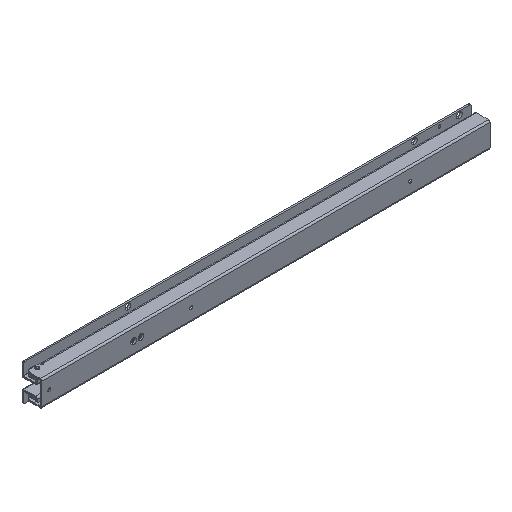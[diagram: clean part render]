
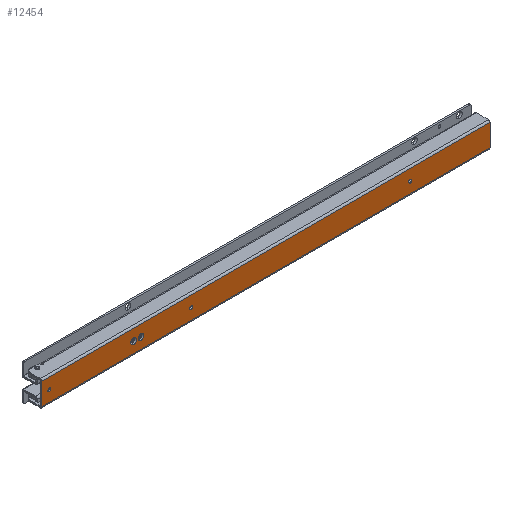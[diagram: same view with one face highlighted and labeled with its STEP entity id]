
A CAD part, isometric view. The second image highlights one B-rep face of the part: STEP entity #12454.
In plain terms, the highlighted face is planar.
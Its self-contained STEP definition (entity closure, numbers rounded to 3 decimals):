
#286 = CARTESIAN_POINT ( 'NONE',  ( 885., 0., 0. ) ) ;
#327 = EDGE_CURVE ( 'NONE', #24384, #11255, #1440, .T. ) ;
#490 = ORIENTED_EDGE ( 'NONE', *, *, #21028, .F. ) ;
#596 = LINE ( 'NONE', #21409, #19960 ) ;
#830 = CARTESIAN_POINT ( 'NONE',  ( 900., 0., 22. ) ) ;
#1079 = CARTESIAN_POINT ( 'NONE',  ( 160., 0., -3.15 ) ) ;
#1091 = EDGE_CURVE ( 'NONE', #10103, #17413, #12598, .T. ) ;
#1122 = CARTESIAN_POINT ( 'NONE',  ( 900., 0., 58. ) ) ;
#1318 = CIRCLE ( 'NONE', #11214, 3.1 ) ;
#1440 = CIRCLE ( 'NONE', #9744, 5.75 ) ;
#1618 = EDGE_CURVE ( 'NONE', #4229, #8042, #596, .T. ) ;
#1904 = CARTESIAN_POINT ( 'NONE',  ( 0., 0., -22. ) ) ;
#1964 = CARTESIAN_POINT ( 'NONE',  ( 716., 0., 0. ) ) ;
#2378 = EDGE_CURVE ( 'NONE', #2616, #11320, #24155, .T. ) ;
#2418 = ORIENTED_EDGE ( 'NONE', *, *, #7905, .F. ) ;
#2616 = VERTEX_POINT ( 'NONE', #1079 ) ;
#2694 = AXIS2_PLACEMENT_3D ( 'NONE', #21603, #16006, #23600 ) ;
#2806 = DIRECTION ( 'NONE',  ( 0., 0., -1. ) ) ;
#2879 = DIRECTION ( 'NONE',  ( 0., 0., -1. ) ) ;
#2981 = LINE ( 'NONE', #1122, #23566 ) ;
#3109 = EDGE_LOOP ( 'NONE', ( #9577, #2418 ) ) ;
#3910 = CARTESIAN_POINT ( 'NONE',  ( 600., 0., 0. ) ) ;
#4199 = EDGE_CURVE ( 'NONE', #8042, #21688, #4873, .T. ) ;
#4229 = VERTEX_POINT ( 'NONE', #1904 ) ;
#4254 = DIRECTION ( 'NONE',  ( 0., 1., 0. ) ) ;
#4312 = ORIENTED_EDGE ( 'NONE', *, *, #12418, .T. ) ;
#4342 = FACE_BOUND ( 'NONE', #6451, .T. ) ;
#4436 = DIRECTION ( 'NONE',  ( 0., 0., 1. ) ) ;
#4467 = CARTESIAN_POINT ( 'NONE',  ( 701., 0., 0. ) ) ;
#4593 = FACE_BOUND ( 'NONE', #3109, .T. ) ;
#4873 = LINE ( 'NONE', #6506, #8668 ) ;
#5365 = CARTESIAN_POINT ( 'NONE',  ( 885., 0., 3.1 ) ) ;
#5524 = VERTEX_POINT ( 'NONE', #24431 ) ;
#5904 = VERTEX_POINT ( 'NONE', #20552 ) ;
#6064 = CIRCLE ( 'NONE', #7657, 5.75 ) ;
#6451 = EDGE_LOOP ( 'NONE', ( #490, #24292 ) ) ;
#6454 = ORIENTED_EDGE ( 'NONE', *, *, #17014, .T. ) ;
#6465 = FACE_BOUND ( 'NONE', #21996, .T. ) ;
#6506 = CARTESIAN_POINT ( 'NONE',  ( 900., 0., 22. ) ) ;
#6742 = LINE ( 'NONE', #14542, #18051 ) ;
#7024 = CIRCLE ( 'NONE', #9779, 3.1 ) ;
#7403 = AXIS2_PLACEMENT_3D ( 'NONE', #4467, #12198, #2879 ) ;
#7642 = ORIENTED_EDGE ( 'NONE', *, *, #18312, .T. ) ;
#7657 = AXIS2_PLACEMENT_3D ( 'NONE', #15808, #19776, #2806 ) ;
#7679 = DIRECTION ( 'NONE',  ( 0., 0., -1. ) ) ;
#7905 = EDGE_CURVE ( 'NONE', #16359, #18114, #12139, .T. ) ;
#7994 = CARTESIAN_POINT ( 'NONE',  ( 600., 0., 3.15 ) ) ;
#8042 = VERTEX_POINT ( 'NONE', #23817 ) ;
#8310 = DIRECTION ( 'NONE',  ( 0., 1., 0. ) ) ;
#8668 = VECTOR ( 'NONE', #12477, 1000. ) ;
#8687 = CIRCLE ( 'NONE', #20156, 3.15 ) ;
#9542 = DIRECTION ( 'NONE',  ( 0., -1., 0. ) ) ;
#9568 = ORIENTED_EDGE ( 'NONE', *, *, #13122, .F. ) ;
#9577 = ORIENTED_EDGE ( 'NONE', *, *, #24115, .F. ) ;
#9666 = AXIS2_PLACEMENT_3D ( 'NONE', #17938, #23547, #4436 ) ;
#9744 = AXIS2_PLACEMENT_3D ( 'NONE', #1964, #9542, #7679 ) ;
#9779 = AXIS2_PLACEMENT_3D ( 'NONE', #286, #17120, #17363 ) ;
#9948 = FACE_OUTER_BOUND ( 'NONE', #18193, .T. ) ;
#10103 = VERTEX_POINT ( 'NONE', #19061 ) ;
#10328 = ORIENTED_EDGE ( 'NONE', *, *, #4199, .T. ) ;
#10711 = EDGE_LOOP ( 'NONE', ( #4312, #20111 ) ) ;
#11096 = AXIS2_PLACEMENT_3D ( 'NONE', #21826, #21707, #12792 ) ;
#11214 = AXIS2_PLACEMENT_3D ( 'NONE', #23752, #21878, #23987 ) ;
#11255 = VERTEX_POINT ( 'NONE', #12302 ) ;
#11320 = VERTEX_POINT ( 'NONE', #12592 ) ;
#11847 = DIRECTION ( 'NONE',  ( 0., 0., 1. ) ) ;
#11943 = DIRECTION ( 'NONE',  ( 0., -1., 0. ) ) ;
#12055 = CIRCLE ( 'NONE', #9666, 3.15 ) ;
#12074 = FACE_BOUND ( 'NONE', #24494, .T. ) ;
#12139 = CIRCLE ( 'NONE', #23616, 3.15 ) ;
#12172 = AXIS2_PLACEMENT_3D ( 'NONE', #17851, #11943, #19479 ) ;
#12198 = DIRECTION ( 'NONE',  ( 0., -1., 0. ) ) ;
#12302 = CARTESIAN_POINT ( 'NONE',  ( 716., 0., -5.75 ) ) ;
#12418 = EDGE_CURVE ( 'NONE', #17413, #10103, #18053, .T. ) ;
#12454 = ADVANCED_FACE ( 'NONE', ( #21460, #6465, #4342, #4593, #12074, #9948 ), #15755, .F. ) ;
#12477 = DIRECTION ( 'NONE',  ( 1., 0., 0. ) ) ;
#12592 = CARTESIAN_POINT ( 'NONE',  ( 160., 0., 3.15 ) ) ;
#12598 = CIRCLE ( 'NONE', #2694, 5.75 ) ;
#12792 = DIRECTION ( 'NONE',  ( 0., 0., 1. ) ) ;
#13122 = EDGE_CURVE ( 'NONE', #23366, #5904, #7024, .T. ) ;
#14235 = DIRECTION ( 'NONE',  ( 0., 0., 1. ) ) ;
#14542 = CARTESIAN_POINT ( 'NONE',  ( 900., 0., -22. ) ) ;
#14933 = EDGE_CURVE ( 'NONE', #11255, #24384, #6064, .T. ) ;
#15041 = EDGE_CURVE ( 'NONE', #5904, #23366, #1318, .T. ) ;
#15755 = PLANE ( 'NONE',  #12172 ) ;
#15808 = CARTESIAN_POINT ( 'NONE',  ( 716., 0., 0. ) ) ;
#15833 = DIRECTION ( 'NONE',  ( 0., 0., 1. ) ) ;
#15975 = DIRECTION ( 'NONE',  ( 0., 0., -1. ) ) ;
#16006 = DIRECTION ( 'NONE',  ( 0., -1., 0. ) ) ;
#16359 = VERTEX_POINT ( 'NONE', #20533 ) ;
#17014 = EDGE_CURVE ( 'NONE', #21688, #5524, #2981, .T. ) ;
#17120 = DIRECTION ( 'NONE',  ( 0., 1., 0. ) ) ;
#17156 = CARTESIAN_POINT ( 'NONE',  ( 701., 0., 5.75 ) ) ;
#17363 = DIRECTION ( 'NONE',  ( 0., 0., 1. ) ) ;
#17413 = VERTEX_POINT ( 'NONE', #17156 ) ;
#17684 = CARTESIAN_POINT ( 'NONE',  ( 160., 0., 0. ) ) ;
#17851 = CARTESIAN_POINT ( 'NONE',  ( 900., 0., -58. ) ) ;
#17938 = CARTESIAN_POINT ( 'NONE',  ( 600., 0., 0. ) ) ;
#18051 = VECTOR ( 'NONE', #22109, 1000. ) ;
#18053 = CIRCLE ( 'NONE', #7403, 5.75 ) ;
#18114 = VERTEX_POINT ( 'NONE', #7994 ) ;
#18193 = EDGE_LOOP ( 'NONE', ( #6454, #7642, #19099, #10328 ) ) ;
#18312 = EDGE_CURVE ( 'NONE', #5524, #4229, #6742, .T. ) ;
#19061 = CARTESIAN_POINT ( 'NONE',  ( 701., 0., -5.75 ) ) ;
#19099 = ORIENTED_EDGE ( 'NONE', *, *, #1618, .T. ) ;
#19479 = DIRECTION ( 'NONE',  ( 0., 0., -1. ) ) ;
#19776 = DIRECTION ( 'NONE',  ( 0., -1., 0. ) ) ;
#19960 = VECTOR ( 'NONE', #14235, 1000. ) ;
#20111 = ORIENTED_EDGE ( 'NONE', *, *, #1091, .T. ) ;
#20156 = AXIS2_PLACEMENT_3D ( 'NONE', #17684, #8310, #15833 ) ;
#20533 = CARTESIAN_POINT ( 'NONE',  ( 600., 0., -3.15 ) ) ;
#20552 = CARTESIAN_POINT ( 'NONE',  ( 885., 0., -3.1 ) ) ;
#20740 = ORIENTED_EDGE ( 'NONE', *, *, #327, .T. ) ;
#21028 = EDGE_CURVE ( 'NONE', #11320, #2616, #8687, .T. ) ;
#21032 = CARTESIAN_POINT ( 'NONE',  ( 716., 0., 5.75 ) ) ;
#21103 = ORIENTED_EDGE ( 'NONE', *, *, #15041, .F. ) ;
#21409 = CARTESIAN_POINT ( 'NONE',  ( 0., 0., 58. ) ) ;
#21460 = FACE_BOUND ( 'NONE', #10711, .T. ) ;
#21603 = CARTESIAN_POINT ( 'NONE',  ( 701., 0., 0. ) ) ;
#21688 = VERTEX_POINT ( 'NONE', #830 ) ;
#21707 = DIRECTION ( 'NONE',  ( 0., 1., 0. ) ) ;
#21826 = CARTESIAN_POINT ( 'NONE',  ( 160., 0., 0. ) ) ;
#21878 = DIRECTION ( 'NONE',  ( 0., 1., 0. ) ) ;
#21996 = EDGE_LOOP ( 'NONE', ( #20740, #22618 ) ) ;
#22109 = DIRECTION ( 'NONE',  ( -1., 0., 0. ) ) ;
#22618 = ORIENTED_EDGE ( 'NONE', *, *, #14933, .T. ) ;
#23366 = VERTEX_POINT ( 'NONE', #5365 ) ;
#23547 = DIRECTION ( 'NONE',  ( 0., 1., 0. ) ) ;
#23566 = VECTOR ( 'NONE', #15975, 1000. ) ;
#23600 = DIRECTION ( 'NONE',  ( 0., 0., -1. ) ) ;
#23616 = AXIS2_PLACEMENT_3D ( 'NONE', #3910, #4254, #11847 ) ;
#23752 = CARTESIAN_POINT ( 'NONE',  ( 885., 0., 0. ) ) ;
#23817 = CARTESIAN_POINT ( 'NONE',  ( 0., 0., 22. ) ) ;
#23987 = DIRECTION ( 'NONE',  ( 0., 0., 1. ) ) ;
#24115 = EDGE_CURVE ( 'NONE', #18114, #16359, #12055, .T. ) ;
#24155 = CIRCLE ( 'NONE', #11096, 3.15 ) ;
#24292 = ORIENTED_EDGE ( 'NONE', *, *, #2378, .F. ) ;
#24384 = VERTEX_POINT ( 'NONE', #21032 ) ;
#24431 = CARTESIAN_POINT ( 'NONE',  ( 900., 0., -22. ) ) ;
#24494 = EDGE_LOOP ( 'NONE', ( #9568, #21103 ) ) ;
